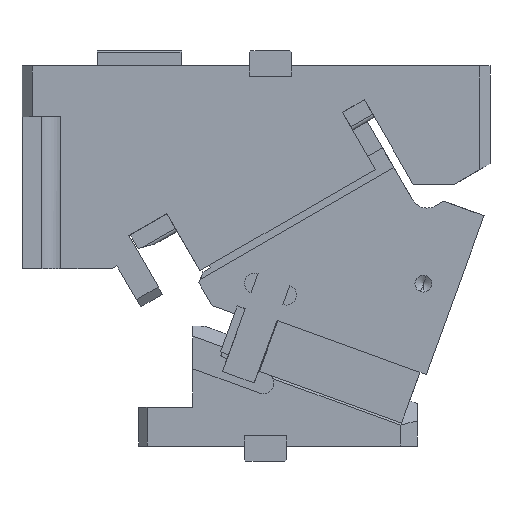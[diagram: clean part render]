
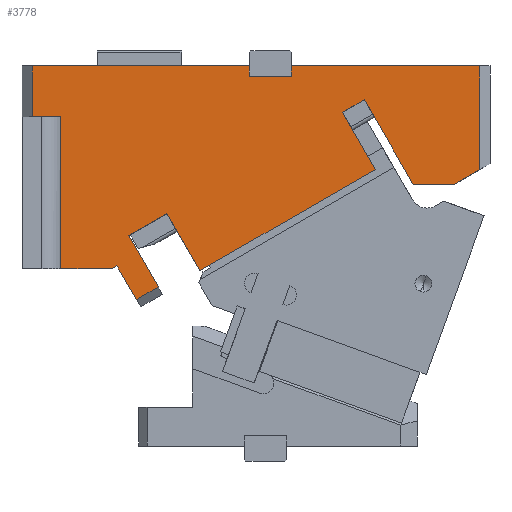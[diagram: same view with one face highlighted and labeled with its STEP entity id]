
A CAD part, front view. The second image highlights one B-rep face of the part: STEP entity #3778.
In plain terms, the highlighted planar face has unit normal (0, -1, 0).
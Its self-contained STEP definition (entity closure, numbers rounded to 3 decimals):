
#126=CARTESIAN_POINT('Vertex',(-63.,-30.,225.)) ;
#129=CARTESIAN_POINT('Line Origine',(1.25,-30.,225.)) ;
#133=CARTESIAN_POINT('Vertex',(65.5,-30.,225.)) ;
#900=CARTESIAN_POINT('Vertex',(90.5,-30.,219.)) ;
#903=CARTESIAN_POINT('Line Origine',(90.5,-30.,222.)) ;
#907=CARTESIAN_POINT('Vertex',(90.5,-30.,225.)) ;
#1187=CARTESIAN_POINT('Line Origine',(202.,-30.,194.318)) ;
#1191=CARTESIAN_POINT('Vertex',(202.,-30.,163.636)) ;
#1193=CARTESIAN_POINT('Vertex',(202.,-30.,225.)) ;
#1289=CARTESIAN_POINT('Line Origine',(194.521,-30.,159.318)) ;
#1293=CARTESIAN_POINT('Vertex',(187.041,-30.,155.)) ;
#1605=CARTESIAN_POINT('Line Origine',(146.25,-30.,225.)) ;
#1881=CARTESIAN_POINT('Line Origine',(174.775,-30.,155.)) ;
#1885=CARTESIAN_POINT('Vertex',(162.509,-30.,155.)) ;
#2227=CARTESIAN_POINT('Line Origine',(148.076,-30.,180.)) ;
#2231=CARTESIAN_POINT('Vertex',(133.642,-30.,204.999)) ;
#2484=CARTESIAN_POINT('Vertex',(11.712,-30.,94.188)) ;
#2489=CARTESIAN_POINT('Line Origine',(5.217,-30.,90.438)) ;
#2493=CARTESIAN_POINT('Vertex',(-1.278,-30.,86.688)) ;
#2520=CARTESIAN_POINT('Line Origine',(-14.17,-30.,105.803)) ;
#2524=CARTESIAN_POINT('Vertex',(-12.778,-30.,106.607)) ;
#2526=CARTESIAN_POINT('Vertex',(-15.561,-30.,105.)) ;
#2560=CARTESIAN_POINT('Line Origine',(-7.028,-30.,96.648)) ;
#2657=CARTESIAN_POINT('Vertex',(-5.788,-30.,124.499)) ;
#2660=CARTESIAN_POINT('Line Origine',(2.962,-30.,109.344)) ;
#3131=CARTESIAN_POINT('Line Origine',(127.147,-30.,201.249)) ;
#3135=CARTESIAN_POINT('Vertex',(120.652,-30.,197.499)) ;
#3147=CARTESIAN_POINT('Vertex',(16.729,-30.,137.499)) ;
#3150=CARTESIAN_POINT('Line Origine',(5.471,-30.,130.999)) ;
#3193=CARTESIAN_POINT('Line Origine',(130.402,-30.,180.612)) ;
#3197=CARTESIAN_POINT('Vertex',(140.152,-30.,163.724)) ;
#3256=CARTESIAN_POINT('Line Origine',(88.19,-30.,133.724)) ;
#3260=CARTESIAN_POINT('Vertex',(36.229,-30.,103.724)) ;
#3405=CARTESIAN_POINT('Line Origine',(26.479,-30.,120.612)) ;
#3667=CARTESIAN_POINT('Vertex',(-46.,-30.,195.)) ;
#3670=CARTESIAN_POINT('Line Origine',(-54.5,-30.,195.)) ;
#3674=CARTESIAN_POINT('Vertex',(-63.,-30.,195.)) ;
#3713=CARTESIAN_POINT('Line Origine',(-63.,-30.,210.)) ;
#3725=CARTESIAN_POINT('Axis2P3D Location',(204.5,-30.,136.27)) ;
#3730=CARTESIAN_POINT('Line Origine',(78.,-30.,219.)) ;
#3734=CARTESIAN_POINT('Vertex',(65.5,-30.,219.)) ;
#3737=CARTESIAN_POINT('Line Origine',(65.5,-30.,222.)) ;
#3742=CARTESIAN_POINT('Line Origine',(-46.,-30.,150.)) ;
#3746=CARTESIAN_POINT('Vertex',(-46.,-30.,105.)) ;
#3749=CARTESIAN_POINT('Line Origine',(-30.781,-30.,105.)) ;
#130=DIRECTION('Vector Direction',(-1.,0.,0.)) ;
#904=DIRECTION('Vector Direction',(0.,0.,1.)) ;
#1188=DIRECTION('Vector Direction',(0.,0.,1.)) ;
#1290=DIRECTION('Vector Direction',(-0.866,0.,-0.5)) ;
#1606=DIRECTION('Vector Direction',(-1.,0.,0.)) ;
#1882=DIRECTION('Vector Direction',(1.,0.,0.)) ;
#2228=DIRECTION('Vector Direction',(-0.5,0.,0.866)) ;
#2490=DIRECTION('Vector Direction',(0.866,0.,0.5)) ;
#2521=DIRECTION('Vector Direction',(-0.866,0.,-0.5)) ;
#2561=DIRECTION('Vector Direction',(0.5,0.,-0.866)) ;
#2661=DIRECTION('Vector Direction',(0.5,0.,-0.866)) ;
#3132=DIRECTION('Vector Direction',(0.866,0.,0.5)) ;
#3151=DIRECTION('Vector Direction',(0.866,0.,0.5)) ;
#3194=DIRECTION('Vector Direction',(-0.5,0.,0.866)) ;
#3257=DIRECTION('Vector Direction',(-0.866,0.,-0.5)) ;
#3406=DIRECTION('Vector Direction',(-0.5,0.,0.866)) ;
#3671=DIRECTION('Vector Direction',(-1.,0.,0.)) ;
#3714=DIRECTION('Vector Direction',(0.,0.,-1.)) ;
#3726=DIRECTION('Axis2P3D Direction',(0.,1.,0.)) ;
#3727=DIRECTION('Axis2P3D XDirection',(0.,0.,1.)) ;
#3731=DIRECTION('Vector Direction',(-1.,0.,0.)) ;
#3738=DIRECTION('Vector Direction',(0.,0.,1.)) ;
#3743=DIRECTION('Vector Direction',(0.,0.,-1.)) ;
#3750=DIRECTION('Vector Direction',(1.,0.,0.)) ;
#3728=AXIS2_PLACEMENT_3D('Plane Axis2P3D',#3725,#3726,#3727) ;
#3755=ORIENTED_EDGE('',*,*,#3409,.F.) ;
#3756=ORIENTED_EDGE('',*,*,#3262,.F.) ;
#3757=ORIENTED_EDGE('',*,*,#3199,.T.) ;
#3758=ORIENTED_EDGE('',*,*,#3137,.T.) ;
#3759=ORIENTED_EDGE('',*,*,#2233,.F.) ;
#3760=ORIENTED_EDGE('',*,*,#1887,.T.) ;
#3761=ORIENTED_EDGE('',*,*,#1295,.F.) ;
#3762=ORIENTED_EDGE('',*,*,#1195,.T.) ;
#3763=ORIENTED_EDGE('',*,*,#1609,.T.) ;
#3764=ORIENTED_EDGE('',*,*,#909,.F.) ;
#3765=ORIENTED_EDGE('',*,*,#3736,.T.) ;
#3766=ORIENTED_EDGE('',*,*,#3741,.T.) ;
#3767=ORIENTED_EDGE('',*,*,#135,.T.) ;
#3768=ORIENTED_EDGE('',*,*,#3717,.T.) ;
#3769=ORIENTED_EDGE('',*,*,#3676,.F.) ;
#3770=ORIENTED_EDGE('',*,*,#3748,.T.) ;
#3771=ORIENTED_EDGE('',*,*,#3753,.T.) ;
#3772=ORIENTED_EDGE('',*,*,#2528,.F.) ;
#3773=ORIENTED_EDGE('',*,*,#2564,.T.) ;
#3774=ORIENTED_EDGE('',*,*,#2495,.T.) ;
#3775=ORIENTED_EDGE('',*,*,#2664,.F.) ;
#3776=ORIENTED_EDGE('',*,*,#3154,.T.) ;
#131=VECTOR('Line Direction',#130,1.) ;
#905=VECTOR('Line Direction',#904,1.) ;
#1189=VECTOR('Line Direction',#1188,1.) ;
#1291=VECTOR('Line Direction',#1290,1.) ;
#1607=VECTOR('Line Direction',#1606,1.) ;
#1883=VECTOR('Line Direction',#1882,1.) ;
#2229=VECTOR('Line Direction',#2228,1.) ;
#2491=VECTOR('Line Direction',#2490,1.) ;
#2522=VECTOR('Line Direction',#2521,1.) ;
#2562=VECTOR('Line Direction',#2561,1.) ;
#2662=VECTOR('Line Direction',#2661,1.) ;
#3133=VECTOR('Line Direction',#3132,1.) ;
#3152=VECTOR('Line Direction',#3151,1.) ;
#3195=VECTOR('Line Direction',#3194,1.) ;
#3258=VECTOR('Line Direction',#3257,1.) ;
#3407=VECTOR('Line Direction',#3406,1.) ;
#3672=VECTOR('Line Direction',#3671,1.) ;
#3715=VECTOR('Line Direction',#3714,1.) ;
#3732=VECTOR('Line Direction',#3731,1.) ;
#3739=VECTOR('Line Direction',#3738,1.) ;
#3744=VECTOR('Line Direction',#3743,1.) ;
#3751=VECTOR('Line Direction',#3750,1.) ;
#3778=ADVANCED_FACE('CAM HOLDER',(#3777),#3729,.F.) ;
#135=EDGE_CURVE('',#134,#127,#132,.T.) ;
#909=EDGE_CURVE('',#901,#908,#906,.T.) ;
#1195=EDGE_CURVE('',#1192,#1194,#1190,.T.) ;
#1295=EDGE_CURVE('',#1192,#1294,#1292,.T.) ;
#1609=EDGE_CURVE('',#1194,#908,#1608,.T.) ;
#1887=EDGE_CURVE('',#1886,#1294,#1884,.T.) ;
#2233=EDGE_CURVE('',#1886,#2232,#2230,.T.) ;
#2495=EDGE_CURVE('',#2494,#2485,#2492,.T.) ;
#2528=EDGE_CURVE('',#2525,#2527,#2523,.T.) ;
#2564=EDGE_CURVE('',#2525,#2494,#2563,.T.) ;
#2664=EDGE_CURVE('',#2658,#2485,#2663,.T.) ;
#3137=EDGE_CURVE('',#3136,#2232,#3134,.T.) ;
#3154=EDGE_CURVE('',#2658,#3148,#3153,.T.) ;
#3199=EDGE_CURVE('',#3198,#3136,#3196,.T.) ;
#3262=EDGE_CURVE('',#3198,#3261,#3259,.T.) ;
#3409=EDGE_CURVE('',#3261,#3148,#3408,.T.) ;
#3676=EDGE_CURVE('',#3668,#3675,#3673,.T.) ;
#3717=EDGE_CURVE('',#127,#3675,#3716,.T.) ;
#3736=EDGE_CURVE('',#901,#3735,#3733,.T.) ;
#3741=EDGE_CURVE('',#3735,#134,#3740,.T.) ;
#3748=EDGE_CURVE('',#3668,#3747,#3745,.T.) ;
#3753=EDGE_CURVE('',#3747,#2527,#3752,.T.) ;
#3754=EDGE_LOOP('',(#3755,#3756,#3757,#3758,#3759,#3760,#3761,#3762,#3763,#3764,#3765,#3766,#3767,#3768,#3769,#3770,#3771,#3772,#3773,#3774,#3775,#3776)) ;
#3777=FACE_OUTER_BOUND('',#3754,.T.) ;
#132=LINE('Line',#129,#131) ;
#906=LINE('Line',#903,#905) ;
#1190=LINE('Line',#1187,#1189) ;
#1292=LINE('Line',#1289,#1291) ;
#1608=LINE('Line',#1605,#1607) ;
#1884=LINE('Line',#1881,#1883) ;
#2230=LINE('Line',#2227,#2229) ;
#2492=LINE('Line',#2489,#2491) ;
#2523=LINE('Line',#2520,#2522) ;
#2563=LINE('Line',#2560,#2562) ;
#2663=LINE('Line',#2660,#2662) ;
#3134=LINE('Line',#3131,#3133) ;
#3153=LINE('Line',#3150,#3152) ;
#3196=LINE('Line',#3193,#3195) ;
#3259=LINE('Line',#3256,#3258) ;
#3408=LINE('Line',#3405,#3407) ;
#3673=LINE('Line',#3670,#3672) ;
#3716=LINE('Line',#3713,#3715) ;
#3733=LINE('Line',#3730,#3732) ;
#3740=LINE('Line',#3737,#3739) ;
#3745=LINE('Line',#3742,#3744) ;
#3752=LINE('Line',#3749,#3751) ;
#3729=PLANE('Plane',#3728) ;
#127=VERTEX_POINT('',#126) ;
#134=VERTEX_POINT('',#133) ;
#901=VERTEX_POINT('',#900) ;
#908=VERTEX_POINT('',#907) ;
#1192=VERTEX_POINT('',#1191) ;
#1194=VERTEX_POINT('',#1193) ;
#1294=VERTEX_POINT('',#1293) ;
#1886=VERTEX_POINT('',#1885) ;
#2232=VERTEX_POINT('',#2231) ;
#2485=VERTEX_POINT('',#2484) ;
#2494=VERTEX_POINT('',#2493) ;
#2525=VERTEX_POINT('',#2524) ;
#2527=VERTEX_POINT('',#2526) ;
#2658=VERTEX_POINT('',#2657) ;
#3136=VERTEX_POINT('',#3135) ;
#3148=VERTEX_POINT('',#3147) ;
#3198=VERTEX_POINT('',#3197) ;
#3261=VERTEX_POINT('',#3260) ;
#3668=VERTEX_POINT('',#3667) ;
#3675=VERTEX_POINT('',#3674) ;
#3735=VERTEX_POINT('',#3734) ;
#3747=VERTEX_POINT('',#3746) ;
